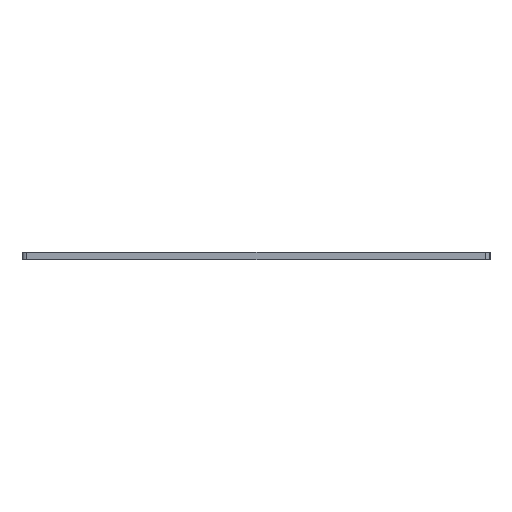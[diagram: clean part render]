
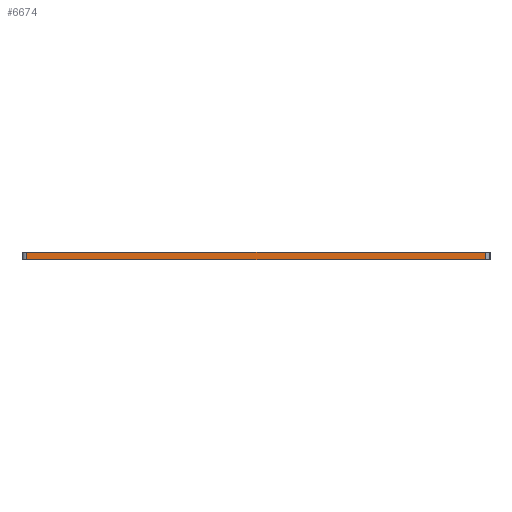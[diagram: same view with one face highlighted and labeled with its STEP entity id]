
A CAD part, left-side view. The second image highlights one B-rep face of the part: STEP entity #6674.
In plain terms, the highlighted planar face has unit normal (-1, 0, 0).
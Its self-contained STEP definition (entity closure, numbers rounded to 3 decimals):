
#84 = PLANE('',#85);
#85 = AXIS2_PLACEMENT_3D('',#86,#87,#88);
#86 = CARTESIAN_POINT('',(174.5,-84.3,1.6));
#87 = DIRECTION('',(0.,0.,1.));
#88 = DIRECTION('',(1.,0.,-0.));
#139 = PLANE('',#140);
#140 = AXIS2_PLACEMENT_3D('',#141,#142,#143);
#141 = CARTESIAN_POINT('',(174.5,-84.3,0.));
#142 = DIRECTION('',(0.,0.,1.));
#143 = DIRECTION('',(1.,0.,-0.));
#248 = CYLINDRICAL_SURFACE('',#249,1.);
#249 = AXIS2_PLACEMENT_3D('',#250,#251,#252);
#250 = CARTESIAN_POINT('',(32.,-37.,0.));
#251 = DIRECTION('',(-0.,-0.,-1.));
#252 = DIRECTION('',(1.,0.,-0.));
#309 = VERTEX_POINT('',#310);
#310 = CARTESIAN_POINT('',(31.,-37.,0.));
#332 = EDGE_CURVE('',#333,#309,#335,.T.);
#333 = VERTEX_POINT('',#334);
#334 = CARTESIAN_POINT('',(31.,-131.6,0.));
#335 = SURFACE_CURVE('',#336,(#340,#347),.PCURVE_S1.);
#336 = LINE('',#337,#338);
#337 = CARTESIAN_POINT('',(31.,-131.6,0.));
#338 = VECTOR('',#339,1.);
#339 = DIRECTION('',(0.,1.,0.));
#340 = PCURVE('',#139,#341);
#341 = DEFINITIONAL_REPRESENTATION('',(#342),#346);
#342 = LINE('',#343,#344);
#343 = CARTESIAN_POINT('',(-143.5,-47.3));
#344 = VECTOR('',#345,1.);
#345 = DIRECTION('',(0.,1.));
#346 = ( GEOMETRIC_REPRESENTATION_CONTEXT(2) 
PARAMETRIC_REPRESENTATION_CONTEXT() REPRESENTATION_CONTEXT('2D SPACE',''
  ) );
#347 = PCURVE('',#348,#353);
#348 = PLANE('',#349);
#349 = AXIS2_PLACEMENT_3D('',#350,#351,#352);
#350 = CARTESIAN_POINT('',(31.,-131.6,0.));
#351 = DIRECTION('',(-1.,0.,0.));
#352 = DIRECTION('',(0.,1.,0.));
#353 = DEFINITIONAL_REPRESENTATION('',(#354),#358);
#354 = LINE('',#355,#356);
#355 = CARTESIAN_POINT('',(0.,0.));
#356 = VECTOR('',#357,1.);
#357 = DIRECTION('',(1.,0.));
#358 = ( GEOMETRIC_REPRESENTATION_CONTEXT(2) 
PARAMETRIC_REPRESENTATION_CONTEXT() REPRESENTATION_CONTEXT('2D SPACE',''
  ) );
#377 = CYLINDRICAL_SURFACE('',#378,1.);
#378 = AXIS2_PLACEMENT_3D('',#379,#380,#381);
#379 = CARTESIAN_POINT('',(32.,-131.6,0.));
#380 = DIRECTION('',(-0.,-0.,-1.));
#381 = DIRECTION('',(1.,0.,-0.));
#3752 = VERTEX_POINT('',#3753);
#3753 = CARTESIAN_POINT('',(31.,-37.,1.6));
#3775 = EDGE_CURVE('',#3776,#3752,#3778,.T.);
#3776 = VERTEX_POINT('',#3777);
#3777 = CARTESIAN_POINT('',(31.,-131.6,1.6));
#3778 = SURFACE_CURVE('',#3779,(#3783,#3790),.PCURVE_S1.);
#3779 = LINE('',#3780,#3781);
#3780 = CARTESIAN_POINT('',(31.,-131.6,1.6));
#3781 = VECTOR('',#3782,1.);
#3782 = DIRECTION('',(0.,1.,0.));
#3783 = PCURVE('',#84,#3784);
#3784 = DEFINITIONAL_REPRESENTATION('',(#3785),#3789);
#3785 = LINE('',#3786,#3787);
#3786 = CARTESIAN_POINT('',(-143.5,-47.3));
#3787 = VECTOR('',#3788,1.);
#3788 = DIRECTION('',(0.,1.));
#3789 = ( GEOMETRIC_REPRESENTATION_CONTEXT(2) 
PARAMETRIC_REPRESENTATION_CONTEXT() REPRESENTATION_CONTEXT('2D SPACE',''
  ) );
#3790 = PCURVE('',#348,#3791);
#3791 = DEFINITIONAL_REPRESENTATION('',(#3792),#3796);
#3792 = LINE('',#3793,#3794);
#3793 = CARTESIAN_POINT('',(0.,-1.6));
#3794 = VECTOR('',#3795,1.);
#3795 = DIRECTION('',(1.,0.));
#3796 = ( GEOMETRIC_REPRESENTATION_CONTEXT(2) 
PARAMETRIC_REPRESENTATION_CONTEXT() REPRESENTATION_CONTEXT('2D SPACE',''
  ) );
#6626 = EDGE_CURVE('',#309,#3752,#6627,.T.);
#6627 = SURFACE_CURVE('',#6628,(#6632,#6639),.PCURVE_S1.);
#6628 = LINE('',#6629,#6630);
#6629 = CARTESIAN_POINT('',(31.,-37.,0.));
#6630 = VECTOR('',#6631,1.);
#6631 = DIRECTION('',(0.,0.,1.));
#6632 = PCURVE('',#248,#6633);
#6633 = DEFINITIONAL_REPRESENTATION('',(#6634),#6638);
#6634 = LINE('',#6635,#6636);
#6635 = CARTESIAN_POINT('',(-3.142,0.));
#6636 = VECTOR('',#6637,1.);
#6637 = DIRECTION('',(-0.,-1.));
#6638 = ( GEOMETRIC_REPRESENTATION_CONTEXT(2) 
PARAMETRIC_REPRESENTATION_CONTEXT() REPRESENTATION_CONTEXT('2D SPACE',''
  ) );
#6639 = PCURVE('',#348,#6640);
#6640 = DEFINITIONAL_REPRESENTATION('',(#6641),#6645);
#6641 = LINE('',#6642,#6643);
#6642 = CARTESIAN_POINT('',(94.6,0.));
#6643 = VECTOR('',#6644,1.);
#6644 = DIRECTION('',(0.,-1.));
#6645 = ( GEOMETRIC_REPRESENTATION_CONTEXT(2) 
PARAMETRIC_REPRESENTATION_CONTEXT() REPRESENTATION_CONTEXT('2D SPACE',''
  ) );
#6674 = ADVANCED_FACE('',(#6675),#348,.T.);
#6675 = FACE_BOUND('',#6676,.T.);
#6676 = EDGE_LOOP('',(#6677,#6698,#6699,#6700));
#6677 = ORIENTED_EDGE('',*,*,#6678,.T.);
#6678 = EDGE_CURVE('',#333,#3776,#6679,.T.);
#6679 = SURFACE_CURVE('',#6680,(#6684,#6691),.PCURVE_S1.);
#6680 = LINE('',#6681,#6682);
#6681 = CARTESIAN_POINT('',(31.,-131.6,0.));
#6682 = VECTOR('',#6683,1.);
#6683 = DIRECTION('',(0.,0.,1.));
#6684 = PCURVE('',#348,#6685);
#6685 = DEFINITIONAL_REPRESENTATION('',(#6686),#6690);
#6686 = LINE('',#6687,#6688);
#6687 = CARTESIAN_POINT('',(0.,0.));
#6688 = VECTOR('',#6689,1.);
#6689 = DIRECTION('',(0.,-1.));
#6690 = ( GEOMETRIC_REPRESENTATION_CONTEXT(2) 
PARAMETRIC_REPRESENTATION_CONTEXT() REPRESENTATION_CONTEXT('2D SPACE',''
  ) );
#6691 = PCURVE('',#377,#6692);
#6692 = DEFINITIONAL_REPRESENTATION('',(#6693),#6697);
#6693 = LINE('',#6694,#6695);
#6694 = CARTESIAN_POINT('',(-3.142,0.));
#6695 = VECTOR('',#6696,1.);
#6696 = DIRECTION('',(-0.,-1.));
#6697 = ( GEOMETRIC_REPRESENTATION_CONTEXT(2) 
PARAMETRIC_REPRESENTATION_CONTEXT() REPRESENTATION_CONTEXT('2D SPACE',''
  ) );
#6698 = ORIENTED_EDGE('',*,*,#3775,.T.);
#6699 = ORIENTED_EDGE('',*,*,#6626,.F.);
#6700 = ORIENTED_EDGE('',*,*,#332,.F.);
